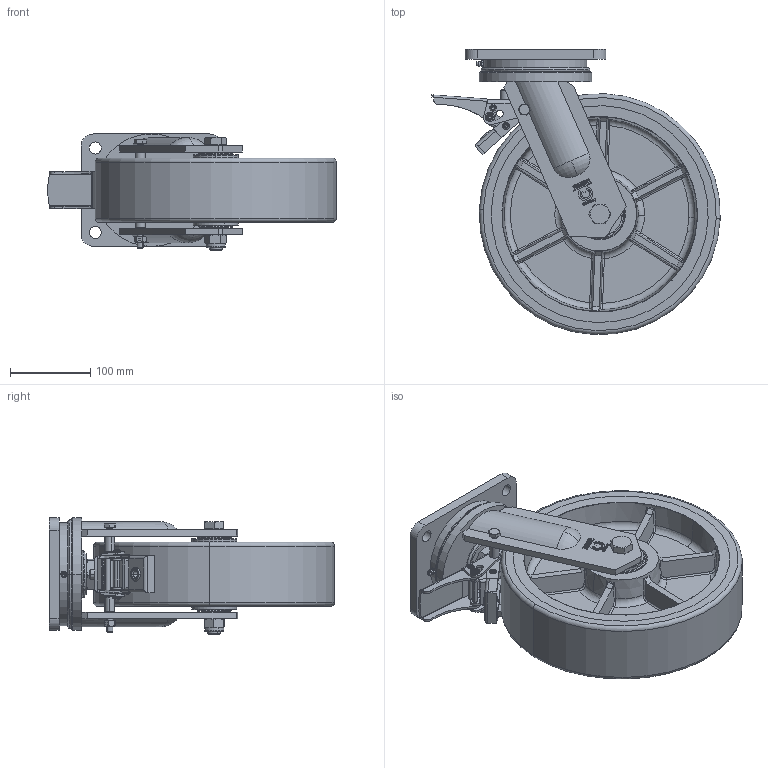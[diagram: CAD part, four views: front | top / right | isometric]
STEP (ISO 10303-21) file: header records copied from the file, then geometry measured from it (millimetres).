
FILE_DESCRIPTION (( 'STEP AP214' ), '1' );
FILE_NAME ('0010130_L-HB-PUZG-300-K-3-DSV.STEP', '2017-04-10T11:55:13', ( '' ), ( '' ), 'SwSTEP 2.0', 'SolidWorks 2016', '' );
FILE_SCHEMA (( 'AUTOMOTIVE_DESIGN' ));
Length unit declared in the file: millimetre
Products named in the file (1): 0010130_L-HB-PUZG-300-K-3-DSV
Bounding box: 358.84 x 354.88 x 144.5 mm (x, y, z)
Surface area: 735305.4 mm2 (no closed solid volume)
Topology: 0 solids, 43 shells, 1431 faces, 3587 edges, 2289 vertices
Faces by surface type: plane 546, bspline 308, cylinder 297, cone 156, torus 116, sphere 8
Entity records: 67732 total; most frequent: CARTESIAN_POINT 21762, ORIENTED_EDGE 7118, DIRECTION 5419, EDGE_CURVE 3575, VERTEX_POINT 2287, AXIS2_PLACEMENT_3D 2098, EDGE_LOOP 1600, ADVANCED_FACE 1431
